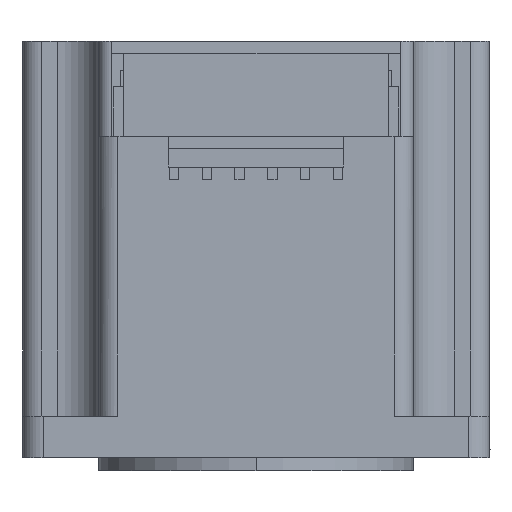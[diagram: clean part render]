
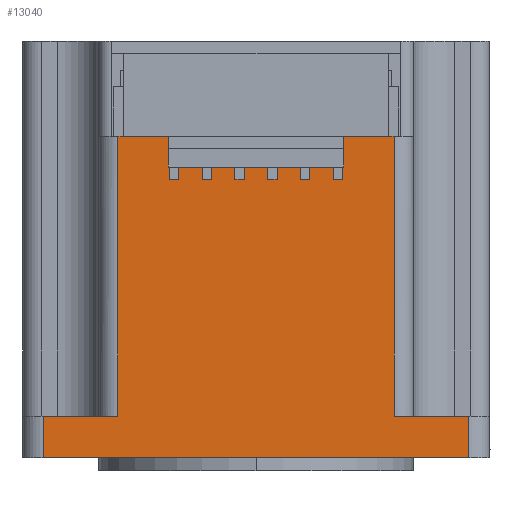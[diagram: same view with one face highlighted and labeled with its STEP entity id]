
A CAD part, left-side view. The second image highlights one B-rep face of the part: STEP entity #13040.
In plain terms, the highlighted planar face has unit normal (-1, 0, 0).
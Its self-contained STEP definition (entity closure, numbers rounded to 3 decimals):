
#42 = CARTESIAN_POINT ( 'NONE',  ( -28.2, 0., 38.8 ) ) ;
#350 = EDGE_CURVE ( 'NONE', #1879, #17691, #16159, .T. ) ;
#406 = EDGE_CURVE ( 'NONE', #4956, #17642, #18123, .T. ) ;
#530 = VECTOR ( 'NONE', #6962, 1000. ) ;
#579 = ORIENTED_EDGE ( 'NONE', *, *, #13536, .F. ) ;
#820 = ORIENTED_EDGE ( 'NONE', *, *, #13686, .T. ) ;
#1216 = CARTESIAN_POINT ( 'NONE',  ( -28.2, -12.05, 38.8 ) ) ;
#1229 = ORIENTED_EDGE ( 'NONE', *, *, #4301, .F. ) ;
#1245 = CARTESIAN_POINT ( 'NONE',  ( -28.2, 25.7, 5. ) ) ;
#1275 = ORIENTED_EDGE ( 'NONE', *, *, #12101, .F. ) ;
#1445 = DIRECTION ( 'NONE',  ( 0., 1., 0. ) ) ;
#1481 = ORIENTED_EDGE ( 'NONE', *, *, #6093, .T. ) ;
#1529 = CARTESIAN_POINT ( 'NONE',  ( -28.2, 0., 38.8 ) ) ;
#1610 = ORIENTED_EDGE ( 'NONE', *, *, #21079, .F. ) ;
#1758 = EDGE_CURVE ( 'NONE', #7502, #12971, #19355, .T. ) ;
#1879 = VERTEX_POINT ( 'NONE', #13039 ) ;
#2015 = DIRECTION ( 'NONE',  ( 0., -1., 0. ) ) ;
#2203 = LINE ( 'NONE', #21454, #5983 ) ;
#2333 = EDGE_CURVE ( 'NONE', #12491, #15891, #14238, .T. ) ;
#2371 = VERTEX_POINT ( 'NONE', #10228 ) ;
#2645 = VECTOR ( 'NONE', #9655, 1000. ) ;
#2674 = LINE ( 'NONE', #9536, #2645 ) ;
#2996 = AXIS2_PLACEMENT_3D ( 'NONE', #7959, #21926, #13226 ) ;
#3231 = VERTEX_POINT ( 'NONE', #5245 ) ;
#3717 = CARTESIAN_POINT ( 'NONE',  ( -28.2, -25.7, 0. ) ) ;
#3794 = VECTOR ( 'NONE', #7332, 1000. ) ;
#4301 = EDGE_CURVE ( 'NONE', #9248, #7502, #14077, .T. ) ;
#4667 = LINE ( 'NONE', #9933, #17251 ) ;
#4668 = EDGE_CURVE ( 'NONE', #4956, #20659, #15646, .T. ) ;
#4910 = ORIENTED_EDGE ( 'NONE', *, *, #20111, .F. ) ;
#4956 = VERTEX_POINT ( 'NONE', #15160 ) ;
#4980 = VECTOR ( 'NONE', #16848, 1000. ) ;
#5036 = CARTESIAN_POINT ( 'NONE',  ( -28.2, -23.6, 5. ) ) ;
#5245 = CARTESIAN_POINT ( 'NONE',  ( -28.2, -13.25, 38.8 ) ) ;
#5353 = VERTEX_POINT ( 'NONE', #1245 ) ;
#5391 = ORIENTED_EDGE ( 'NONE', *, *, #406, .T. ) ;
#5402 = ORIENTED_EDGE ( 'NONE', *, *, #11962, .F. ) ;
#5440 = DIRECTION ( 'NONE',  ( 0., -1., 0. ) ) ;
#5948 = CARTESIAN_POINT ( 'NONE',  ( -28.2, 13.25, 38.8 ) ) ;
#5983 = VECTOR ( 'NONE', #21206, 1000. ) ;
#6093 = EDGE_CURVE ( 'NONE', #17642, #3231, #4667, .T. ) ;
#6277 = CARTESIAN_POINT ( 'NONE',  ( -28.2, -15.25, 38.8 ) ) ;
#6917 = DIRECTION ( 'NONE',  ( 0., 0., -1. ) ) ;
#6962 = DIRECTION ( 'NONE',  ( 0., -1., 0. ) ) ;
#7268 = CARTESIAN_POINT ( 'NONE',  ( -28.2, 0., 38.8 ) ) ;
#7308 = ORIENTED_EDGE ( 'NONE', *, *, #21543, .T. ) ;
#7332 = DIRECTION ( 'NONE',  ( 0., 1., 0. ) ) ;
#7470 = ORIENTED_EDGE ( 'NONE', *, *, #15082, .F. ) ;
#7502 = VERTEX_POINT ( 'NONE', #16121 ) ;
#7671 = CARTESIAN_POINT ( 'NONE',  ( -28.2, 16.7, 38.8 ) ) ;
#7959 = CARTESIAN_POINT ( 'NONE',  ( -28.2, 16.7, 11. ) ) ;
#8877 = LINE ( 'NONE', #7268, #20944 ) ;
#8904 = VECTOR ( 'NONE', #10893, 1000. ) ;
#8980 = DIRECTION ( 'NONE',  ( 0., -1., 0. ) ) ;
#8981 = VECTOR ( 'NONE', #11208, 1000. ) ;
#9248 = VERTEX_POINT ( 'NONE', #14721 ) ;
#9536 = CARTESIAN_POINT ( 'NONE',  ( -28.2, 0., 0. ) ) ;
#9630 = CARTESIAN_POINT ( 'NONE',  ( -28.2, 16.7, 38.8 ) ) ;
#9655 = DIRECTION ( 'NONE',  ( 0., -1., 0. ) ) ;
#9805 = LINE ( 'NONE', #14633, #8981 ) ;
#9933 = CARTESIAN_POINT ( 'NONE',  ( -28.2, 16.7, 38.8 ) ) ;
#10169 = ORIENTED_EDGE ( 'NONE', *, *, #16255, .F. ) ;
#10228 = CARTESIAN_POINT ( 'NONE',  ( -28.2, 25.7, 0. ) ) ;
#10322 = VECTOR ( 'NONE', #2015, 1000. ) ;
#10393 = CARTESIAN_POINT ( 'NONE',  ( -28.2, 12.05, 38.8 ) ) ;
#10893 = DIRECTION ( 'NONE',  ( 0., 1., 0. ) ) ;
#11208 = DIRECTION ( 'NONE',  ( 0., -1., 0. ) ) ;
#11278 = EDGE_LOOP ( 'NONE', ( #5402, #12140, #1610, #7470, #820, #10169, #19629, #1229, #1275, #21259, #5391, #1481, #579, #14428, #18600, #7308, #18945, #4910 ) ) ;
#11568 = LINE ( 'NONE', #13617, #15841 ) ;
#11962 = EDGE_CURVE ( 'NONE', #15242, #14067, #20901, .T. ) ;
#12101 = EDGE_CURVE ( 'NONE', #20659, #9248, #8877, .T. ) ;
#12140 = ORIENTED_EDGE ( 'NONE', *, *, #14192, .F. ) ;
#12154 = VECTOR ( 'NONE', #1445, 1000. ) ;
#12352 = DIRECTION ( 'NONE',  ( 0., 0., -1. ) ) ;
#12491 = VERTEX_POINT ( 'NONE', #5948 ) ;
#12971 = VERTEX_POINT ( 'NONE', #14853 ) ;
#13039 = CARTESIAN_POINT ( 'NONE',  ( -28.2, 15.25, 38.8 ) ) ;
#13040 = ADVANCED_FACE ( 'NONE', ( #13116 ), #16687, .T. ) ;
#13116 = FACE_OUTER_BOUND ( 'NONE', #11278, .T. ) ;
#13226 = DIRECTION ( 'NONE',  ( 0., 0., 1. ) ) ;
#13536 = EDGE_CURVE ( 'NONE', #20200, #3231, #19191, .T. ) ;
#13551 = DIRECTION ( 'NONE',  ( 0., 0., 1. ) ) ;
#13617 = CARTESIAN_POINT ( 'NONE',  ( -28.2, 16.7, 11. ) ) ;
#13686 = EDGE_CURVE ( 'NONE', #2371, #21972, #2674, .T. ) ;
#13821 = LINE ( 'NONE', #17033, #12154 ) ;
#13897 = CARTESIAN_POINT ( 'NONE',  ( -28.2, 0., 38.8 ) ) ;
#14067 = VERTEX_POINT ( 'NONE', #14566 ) ;
#14077 = LINE ( 'NONE', #14184, #17985 ) ;
#14184 = CARTESIAN_POINT ( 'NONE',  ( -28.2, -16.7, 11. ) ) ;
#14192 = EDGE_CURVE ( 'NONE', #20780, #15242, #11568, .T. ) ;
#14238 = LINE ( 'NONE', #1529, #22507 ) ;
#14375 = VECTOR ( 'NONE', #22517, 1000. ) ;
#14391 = VECTOR ( 'NONE', #6917, 1000. ) ;
#14428 = ORIENTED_EDGE ( 'NONE', *, *, #16880, .T. ) ;
#14566 = CARTESIAN_POINT ( 'NONE',  ( -28.2, 16., 38.8 ) ) ;
#14633 = CARTESIAN_POINT ( 'NONE',  ( -28.2, 0., 38.8 ) ) ;
#14653 = CARTESIAN_POINT ( 'NONE',  ( -28.2, 15.3, 38.8 ) ) ;
#14721 = CARTESIAN_POINT ( 'NONE',  ( -28.2, -16.7, 38.8 ) ) ;
#14853 = CARTESIAN_POINT ( 'NONE',  ( -28.2, -25.7, 5. ) ) ;
#15082 = EDGE_CURVE ( 'NONE', #2371, #5353, #15864, .T. ) ;
#15128 = VECTOR ( 'NONE', #13551, 1000. ) ;
#15160 = CARTESIAN_POINT ( 'NONE',  ( -28.2, -15.3, 38.8 ) ) ;
#15165 = CARTESIAN_POINT ( 'NONE',  ( -28.2, -16., 38.8 ) ) ;
#15242 = VERTEX_POINT ( 'NONE', #9630 ) ;
#15369 = VECTOR ( 'NONE', #5440, 1000. ) ;
#15540 = CARTESIAN_POINT ( 'NONE',  ( -28.2, 0., 38.8 ) ) ;
#15646 = LINE ( 'NONE', #15540, #15369 ) ;
#15841 = VECTOR ( 'NONE', #20619, 1000. ) ;
#15864 = LINE ( 'NONE', #20679, #15128 ) ;
#15891 = VERTEX_POINT ( 'NONE', #10393 ) ;
#16121 = CARTESIAN_POINT ( 'NONE',  ( -28.2, -16.7, 5. ) ) ;
#16159 = LINE ( 'NONE', #19714, #3794 ) ;
#16255 = EDGE_CURVE ( 'NONE', #12971, #21972, #17230, .T. ) ;
#16687 = PLANE ( 'NONE',  #2996 ) ;
#16848 = DIRECTION ( 'NONE',  ( 0., -1., 0. ) ) ;
#16880 = EDGE_CURVE ( 'NONE', #20200, #15891, #2203, .T. ) ;
#17033 = CARTESIAN_POINT ( 'NONE',  ( -28.2, 16.7, 38.8 ) ) ;
#17230 = LINE ( 'NONE', #3717, #14391 ) ;
#17251 = VECTOR ( 'NONE', #18306, 1000. ) ;
#17642 = VERTEX_POINT ( 'NONE', #6277 ) ;
#17689 = CARTESIAN_POINT ( 'NONE',  ( -28.2, 16.7, 5. ) ) ;
#17691 = VERTEX_POINT ( 'NONE', #14653 ) ;
#17985 = VECTOR ( 'NONE', #12352, 1000. ) ;
#18123 = LINE ( 'NONE', #7671, #8904 ) ;
#18306 = DIRECTION ( 'NONE',  ( 0., 1., 0. ) ) ;
#18472 = CARTESIAN_POINT ( 'NONE',  ( -28.2, 23.6, 5. ) ) ;
#18600 = ORIENTED_EDGE ( 'NONE', *, *, #2333, .F. ) ;
#18945 = ORIENTED_EDGE ( 'NONE', *, *, #350, .T. ) ;
#19191 = LINE ( 'NONE', #13897, #10322 ) ;
#19355 = LINE ( 'NONE', #5036, #530 ) ;
#19629 = ORIENTED_EDGE ( 'NONE', *, *, #1758, .F. ) ;
#19714 = CARTESIAN_POINT ( 'NONE',  ( -28.2, 16.7, 38.8 ) ) ;
#20111 = EDGE_CURVE ( 'NONE', #14067, #17691, #9805, .T. ) ;
#20200 = VERTEX_POINT ( 'NONE', #1216 ) ;
#20434 = CARTESIAN_POINT ( 'NONE',  ( -28.2, -25.7, 0. ) ) ;
#20619 = DIRECTION ( 'NONE',  ( 0., 0., 1. ) ) ;
#20643 = LINE ( 'NONE', #18472, #4980 ) ;
#20659 = VERTEX_POINT ( 'NONE', #15165 ) ;
#20679 = CARTESIAN_POINT ( 'NONE',  ( -28.2, 25.7, 0. ) ) ;
#20780 = VERTEX_POINT ( 'NONE', #17689 ) ;
#20901 = LINE ( 'NONE', #42, #14375 ) ;
#20944 = VECTOR ( 'NONE', #21238, 1000. ) ;
#21079 = EDGE_CURVE ( 'NONE', #5353, #20780, #20643, .T. ) ;
#21206 = DIRECTION ( 'NONE',  ( 0., 1., 0. ) ) ;
#21238 = DIRECTION ( 'NONE',  ( 0., -1., 0. ) ) ;
#21259 = ORIENTED_EDGE ( 'NONE', *, *, #4668, .F. ) ;
#21454 = CARTESIAN_POINT ( 'NONE',  ( -28.2, 16.7, 38.8 ) ) ;
#21543 = EDGE_CURVE ( 'NONE', #12491, #1879, #13821, .T. ) ;
#21926 = DIRECTION ( 'NONE',  ( -1., 0., 0. ) ) ;
#21972 = VERTEX_POINT ( 'NONE', #20434 ) ;
#22507 = VECTOR ( 'NONE', #8980, 1000. ) ;
#22517 = DIRECTION ( 'NONE',  ( 0., -1., 0. ) ) ;
